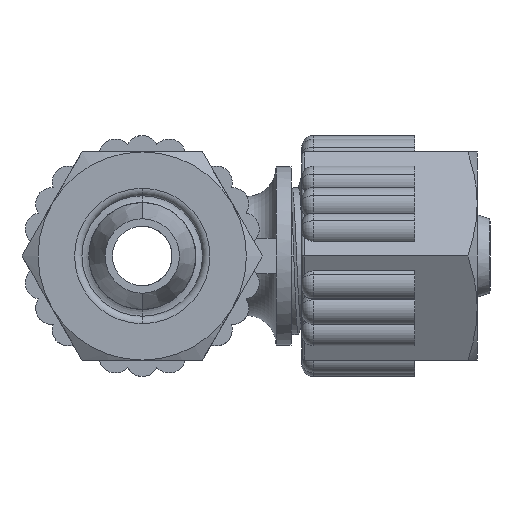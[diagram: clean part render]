
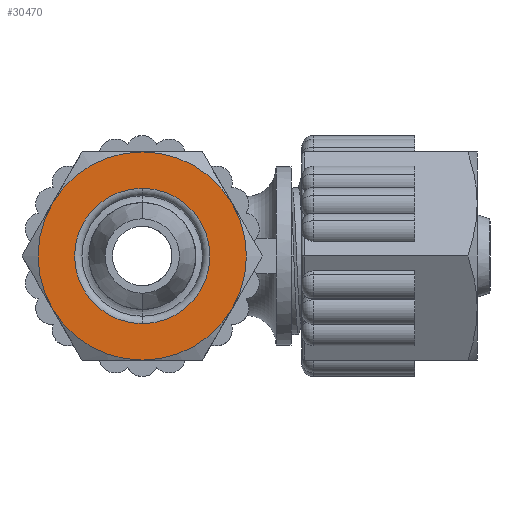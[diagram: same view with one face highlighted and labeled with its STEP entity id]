
A CAD part, left-side view. The second image highlights one B-rep face of the part: STEP entity #30470.
In plain terms, the highlighted planar face has unit normal (-1, 0, 0).
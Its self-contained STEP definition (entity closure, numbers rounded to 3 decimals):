
#1129 = AXIS2_PLACEMENT_3D ( 'NONE', #19833, #20236, #35186 ) ;
#1732 = DIRECTION ( 'NONE',  ( -1., 0., 0. ) ) ;
#2193 = CARTESIAN_POINT ( 'NONE',  ( -45.716, 0., 0. ) ) ;
#2580 = DIRECTION ( 'NONE',  ( 1., 0., 0. ) ) ;
#2666 = VERTEX_POINT ( 'NONE', #8855 ) ;
#2714 = CIRCLE ( 'NONE', #10271, 7. ) ;
#2943 = VERTEX_POINT ( 'NONE', #17457 ) ;
#3061 = VERTEX_POINT ( 'NONE', #28488 ) ;
#3941 = ORIENTED_EDGE ( 'NONE', *, *, #11375, .T. ) ;
#4390 = DIRECTION ( 'NONE',  ( -1., 0., 0. ) ) ;
#4577 = CARTESIAN_POINT ( 'NONE',  ( -45.716, 0., 0. ) ) ;
#4881 = EDGE_CURVE ( 'NONE', #38393, #38074, #30636, .T. ) ;
#5655 = DIRECTION ( 'NONE',  ( -1., 0., 0. ) ) ;
#6565 = CARTESIAN_POINT ( 'NONE',  ( -45.716, 0., -7. ) ) ;
#7191 = EDGE_CURVE ( 'NONE', #3061, #2666, #11067, .T. ) ;
#7512 = ORIENTED_EDGE ( 'NONE', *, *, #7191, .T. ) ;
#7620 = EDGE_CURVE ( 'NONE', #2666, #3061, #18003, .T. ) ;
#8212 = DIRECTION ( 'NONE',  ( 0., 0., -1. ) ) ;
#8487 = DIRECTION ( 'NONE',  ( 0., 0., -1. ) ) ;
#8835 = ORIENTED_EDGE ( 'NONE', *, *, #4881, .T. ) ;
#8855 = CARTESIAN_POINT ( 'NONE',  ( -45.716, 0., 4.55 ) ) ;
#9094 = CIRCLE ( 'NONE', #29842, 7. ) ;
#10271 = AXIS2_PLACEMENT_3D ( 'NONE', #16941, #37960, #11024 ) ;
#10891 = CARTESIAN_POINT ( 'NONE',  ( -45.716, -6.062, -3.5 ) ) ;
#10970 = DIRECTION ( 'NONE',  ( 0., 0., -1. ) ) ;
#11024 = DIRECTION ( 'NONE',  ( 0., 0., -1. ) ) ;
#11067 = CIRCLE ( 'NONE', #15470, 4.55 ) ;
#11375 = EDGE_CURVE ( 'NONE', #16238, #33584, #20637, .T. ) ;
#12030 = FACE_BOUND ( 'NONE', #38915, .T. ) ;
#12220 = FACE_OUTER_BOUND ( 'NONE', #26258, .T. ) ;
#12332 = AXIS2_PLACEMENT_3D ( 'NONE', #20231, #28930, #10970 ) ;
#12605 = EDGE_CURVE ( 'NONE', #38074, #2943, #36980, .T. ) ;
#13547 = ORIENTED_EDGE ( 'NONE', *, *, #7620, .T. ) ;
#13842 = ORIENTED_EDGE ( 'NONE', *, *, #38044, .T. ) ;
#14666 = ORIENTED_EDGE ( 'NONE', *, *, #12605, .T. ) ;
#14892 = DIRECTION ( 'NONE',  ( 0., 0., -1. ) ) ;
#15470 = AXIS2_PLACEMENT_3D ( 'NONE', #2193, #2580, #8487 ) ;
#16238 = VERTEX_POINT ( 'NONE', #6565 ) ;
#16941 = CARTESIAN_POINT ( 'NONE',  ( -45.716, 0., 0. ) ) ;
#17457 = CARTESIAN_POINT ( 'NONE',  ( -45.716, 6.062, 3.5 ) ) ;
#18003 = CIRCLE ( 'NONE', #12332, 4.55 ) ;
#18738 = CIRCLE ( 'NONE', #36913, 7. ) ;
#19183 = DIRECTION ( 'NONE',  ( 0., 0., -1. ) ) ;
#19572 = DIRECTION ( 'NONE',  ( 0., 0., -1. ) ) ;
#19833 = CARTESIAN_POINT ( 'NONE',  ( -45.716, 0., 0. ) ) ;
#20231 = CARTESIAN_POINT ( 'NONE',  ( -45.716, 0., 0. ) ) ;
#20236 = DIRECTION ( 'NONE',  ( -1., 0., 0. ) ) ;
#20637 = CIRCLE ( 'NONE', #1129, 7. ) ;
#21813 = EDGE_CURVE ( 'NONE', #36077, #16238, #2714, .T. ) ;
#21954 = CARTESIAN_POINT ( 'NONE',  ( -45.716, 0., 0. ) ) ;
#23206 = CARTESIAN_POINT ( 'NONE',  ( -45.716, 6.062, -3.5 ) ) ;
#23844 = AXIS2_PLACEMENT_3D ( 'NONE', #21954, #4390, #19183 ) ;
#24449 = EDGE_CURVE ( 'NONE', #33584, #38393, #9094, .T. ) ;
#24764 = CARTESIAN_POINT ( 'NONE',  ( -45.716, 0., 0. ) ) ;
#26088 = CARTESIAN_POINT ( 'NONE',  ( -45.716, -6.062, 3.5 ) ) ;
#26258 = EDGE_LOOP ( 'NONE', ( #3941, #38609, #8835, #14666, #13842, #30612 ) ) ;
#27935 = DIRECTION ( 'NONE',  ( -1., 0., 0. ) ) ;
#28488 = CARTESIAN_POINT ( 'NONE',  ( -45.716, 0., -4.55 ) ) ;
#28930 = DIRECTION ( 'NONE',  ( 1., 0., 0. ) ) ;
#29842 = AXIS2_PLACEMENT_3D ( 'NONE', #32662, #5655, #14892 ) ;
#30470 = ADVANCED_FACE ( 'NONE', ( #12030, #12220 ), #35832, .T. ) ;
#30612 = ORIENTED_EDGE ( 'NONE', *, *, #21813, .T. ) ;
#30636 = CIRCLE ( 'NONE', #31230, 7. ) ;
#31068 = CARTESIAN_POINT ( 'NONE',  ( -45.716, 0., 7. ) ) ;
#31230 = AXIS2_PLACEMENT_3D ( 'NONE', #4577, #37247, #19572 ) ;
#32273 = CARTESIAN_POINT ( 'NONE',  ( -45.716, 0., 0. ) ) ;
#32662 = CARTESIAN_POINT ( 'NONE',  ( -45.716, 0., 0. ) ) ;
#33584 = VERTEX_POINT ( 'NONE', #10891 ) ;
#35186 = DIRECTION ( 'NONE',  ( 0., 0., -1. ) ) ;
#35832 = PLANE ( 'NONE',  #35853 ) ;
#35853 = AXIS2_PLACEMENT_3D ( 'NONE', #32273, #1732, #8212 ) ;
#36077 = VERTEX_POINT ( 'NONE', #23206 ) ;
#36715 = DIRECTION ( 'NONE',  ( 0., 0., -1. ) ) ;
#36913 = AXIS2_PLACEMENT_3D ( 'NONE', #24764, #27935, #36715 ) ;
#36980 = CIRCLE ( 'NONE', #23844, 7. ) ;
#37247 = DIRECTION ( 'NONE',  ( -1., 0., 0. ) ) ;
#37960 = DIRECTION ( 'NONE',  ( -1., 0., 0. ) ) ;
#38044 = EDGE_CURVE ( 'NONE', #2943, #36077, #18738, .T. ) ;
#38074 = VERTEX_POINT ( 'NONE', #31068 ) ;
#38393 = VERTEX_POINT ( 'NONE', #26088 ) ;
#38609 = ORIENTED_EDGE ( 'NONE', *, *, #24449, .T. ) ;
#38915 = EDGE_LOOP ( 'NONE', ( #7512, #13547 ) ) ;
